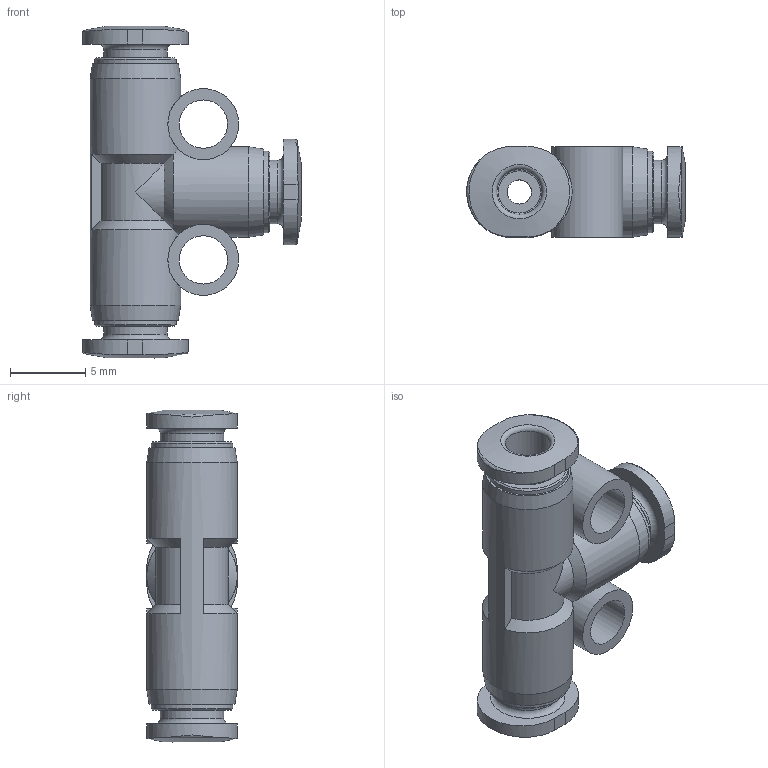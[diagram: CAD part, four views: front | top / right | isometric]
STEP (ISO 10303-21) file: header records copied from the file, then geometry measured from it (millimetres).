
FILE_DESCRIPTION(/* description */ ('STEP AP214'),/* implementation_level */ '2;1');
FILE_NAME(/* name */ '153365_QSMT-3',/* time_stamp */ '2024-09-11T09:30:05+02:00',/* author */ ('License CC BY-ND 4.0'),/* organization */ ('CADENAS'),/* preprocessor_version */ 'ST-DEVELOPER v19.3',/* originating_system */ 'PARTsolutions',/* authorisation */ ' ');
FILE_SCHEMA (('AUTOMOTIVE_DESIGN {1 0 10303 214 3 1 1}'));
Length unit declared in the file: millimetre
Products named in the file (1): 153365 QSMT-3
Bounding box: 14.5 x 6 x 22 mm (x, y, z)
Volume: 672 mm3; surface area: 1223 mm2
Topology: 1 solids, 1 shells, 81 faces, 188 edges, 120 vertices
Faces by surface type: cylinder 27, plane 24, cone 15, torus 15
Full cylindrical faces by diameter (mm): 1.6 x2, 3 x3, 3.2 x2, 4.2 x3, 4.7 x2, 5.4 x3, 6 x2
Entity records: 2761 total; most frequent: CARTESIAN_POINT 505, DIRECTION 348, ORIENTED_EDGE 290, AXIS2_PLACEMENT_3D 163, EDGE_CURVE 145, EDGE_LOOP 136, FACE_BOUND 136, VERTEX_POINT 113
